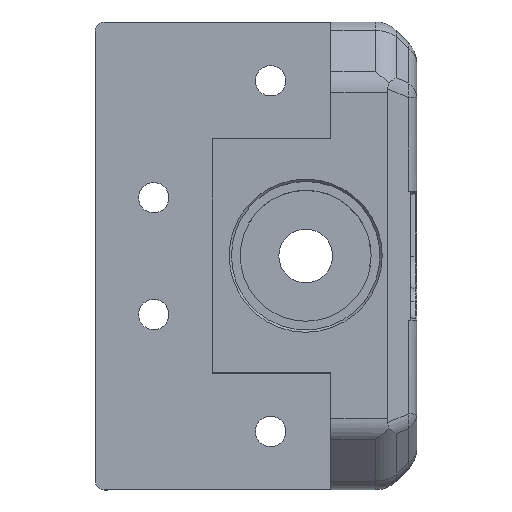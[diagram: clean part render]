
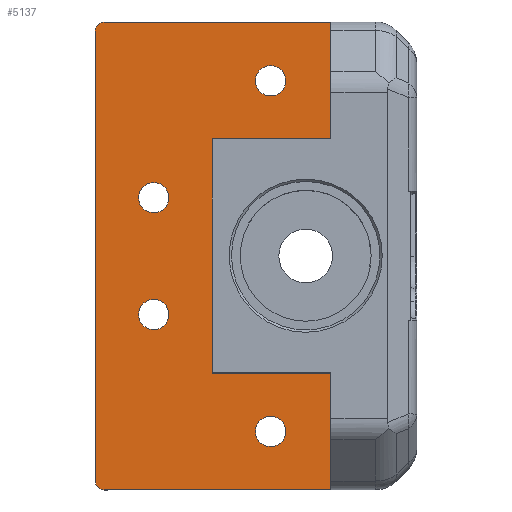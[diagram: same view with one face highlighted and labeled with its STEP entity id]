
A CAD part, top view. The second image highlights one B-rep face of the part: STEP entity #5137.
In plain terms, the highlighted face is planar.
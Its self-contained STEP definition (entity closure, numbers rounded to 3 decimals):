
#183=FACE_BOUND('',#989,.T.);
#184=FACE_BOUND('',#990,.T.);
#185=FACE_BOUND('',#991,.T.);
#186=FACE_BOUND('',#992,.T.);
#400=CIRCLE('',#5611,2.6);
#401=CIRCLE('',#5613,2.6);
#402=CIRCLE('',#5615,2.6);
#403=CIRCLE('',#5617,2.6);
#404=CIRCLE('',#5619,1.5);
#405=CIRCLE('',#5620,1.5);
#671=FACE_OUTER_BOUND('',#988,.T.);
#988=EDGE_LOOP('',(#4158,#4159,#4160,#4161,#4162,#4163,#4164,#4165,#4166,
#4167));
#989=EDGE_LOOP('',(#4168));
#990=EDGE_LOOP('',(#4169));
#991=EDGE_LOOP('',(#4170));
#992=EDGE_LOOP('',(#4171));
#1345=LINE('',#8229,#1803);
#1383=LINE('',#8344,#1841);
#1459=LINE('',#8595,#1917);
#1460=LINE('',#8597,#1918);
#1461=LINE('',#8599,#1919);
#1462=LINE('',#8601,#1920);
#1463=LINE('',#8602,#1921);
#1464=LINE('',#8605,#1922);
#1803=VECTOR('',#6498,10.);
#1841=VECTOR('',#6594,10.);
#1917=VECTOR('',#6848,10.);
#1918=VECTOR('',#6849,10.);
#1919=VECTOR('',#6850,10.);
#1920=VECTOR('',#6851,10.);
#1921=VECTOR('',#6852,10.);
#1922=VECTOR('',#6855,10.);
#2261=VERTEX_POINT('',#8226);
#2262=VERTEX_POINT('',#8228);
#2294=VERTEX_POINT('',#8342);
#2361=VERTEX_POINT('',#8575);
#2362=VERTEX_POINT('',#8579);
#2363=VERTEX_POINT('',#8583);
#2364=VERTEX_POINT('',#8587);
#2365=VERTEX_POINT('',#8591);
#2366=VERTEX_POINT('',#8592);
#2367=VERTEX_POINT('',#8594);
#2368=VERTEX_POINT('',#8596);
#2369=VERTEX_POINT('',#8598);
#2370=VERTEX_POINT('',#8600);
#2371=VERTEX_POINT('',#8603);
#2835=EDGE_CURVE('',#2262,#2261,#1345,.T.);
#2886=EDGE_CURVE('',#2294,#2261,#1383,.T.);
#2997=EDGE_CURVE('',#2361,#2361,#400,.T.);
#2999=EDGE_CURVE('',#2362,#2362,#401,.T.);
#3001=EDGE_CURVE('',#2363,#2363,#402,.T.);
#3003=EDGE_CURVE('',#2364,#2364,#403,.T.);
#3004=EDGE_CURVE('',#2365,#2366,#404,.T.);
#3005=EDGE_CURVE('',#2367,#2365,#1459,.T.);
#3006=EDGE_CURVE('',#2367,#2368,#1460,.T.);
#3007=EDGE_CURVE('',#2369,#2368,#1461,.T.);
#3008=EDGE_CURVE('',#2370,#2369,#1462,.T.);
#3009=EDGE_CURVE('',#2262,#2370,#1463,.T.);
#3010=EDGE_CURVE('',#2371,#2294,#405,.T.);
#3011=EDGE_CURVE('',#2366,#2371,#1464,.T.);
#4158=ORIENTED_EDGE('',*,*,#3004,.F.);
#4159=ORIENTED_EDGE('',*,*,#3005,.F.);
#4160=ORIENTED_EDGE('',*,*,#3006,.T.);
#4161=ORIENTED_EDGE('',*,*,#3007,.F.);
#4162=ORIENTED_EDGE('',*,*,#3008,.F.);
#4163=ORIENTED_EDGE('',*,*,#3009,.F.);
#4164=ORIENTED_EDGE('',*,*,#2835,.T.);
#4165=ORIENTED_EDGE('',*,*,#2886,.F.);
#4166=ORIENTED_EDGE('',*,*,#3010,.F.);
#4167=ORIENTED_EDGE('',*,*,#3011,.F.);
#4168=ORIENTED_EDGE('',*,*,#3003,.F.);
#4169=ORIENTED_EDGE('',*,*,#3001,.F.);
#4170=ORIENTED_EDGE('',*,*,#2999,.F.);
#4171=ORIENTED_EDGE('',*,*,#2997,.F.);
#4915=PLANE('',#5618);
#5137=ADVANCED_FACE('',(#671,#183,#184,#185,#186),#4915,.T.);
#5611=AXIS2_PLACEMENT_3D('',#8577,#6827,#6828);
#5613=AXIS2_PLACEMENT_3D('',#8581,#6832,#6833);
#5615=AXIS2_PLACEMENT_3D('',#8585,#6837,#6838);
#5617=AXIS2_PLACEMENT_3D('',#8589,#6842,#6843);
#5618=AXIS2_PLACEMENT_3D('',#8590,#6844,#6845);
#5619=AXIS2_PLACEMENT_3D('',#8593,#6846,#6847);
#5620=AXIS2_PLACEMENT_3D('',#8604,#6853,#6854);
#6498=DIRECTION('',(0.,1.,0.));
#6594=DIRECTION('',(-1.,0.,0.));
#6827=DIRECTION('center_axis',(0.,0.,
-1.));
#6828=DIRECTION('ref_axis',(0.,-1.,0.));
#6832=DIRECTION('center_axis',(0.,0.,
-1.));
#6833=DIRECTION('ref_axis',(0.,-1.,0.));
#6837=DIRECTION('center_axis',(0.,0.,
-1.));
#6838=DIRECTION('ref_axis',(0.,-1.,0.));
#6842=DIRECTION('center_axis',(0.,0.,
-1.));
#6843=DIRECTION('ref_axis',(0.,-1.,0.));
#6844=DIRECTION('center_axis',(0.,0.,
-1.));
#6845=DIRECTION('ref_axis',(0.,-1.,0.));
#6846=DIRECTION('center_axis',(0.,0.,
1.));
#6847=DIRECTION('ref_axis',(0.707,-0.707,0.));
#6848=DIRECTION('',(1.,0.,0.));
#6849=DIRECTION('',(0.,1.,0.));
#6850=DIRECTION('',(-1.,0.,0.));
#6851=DIRECTION('',(0.,-1.,0.));
#6852=DIRECTION('',(1.,0.,0.));
#6853=DIRECTION('center_axis',(0.,0.,
1.));
#6854=DIRECTION('ref_axis',(0.707,0.707,0.));
#6855=DIRECTION('',(0.,1.,0.));
#8226=CARTESIAN_POINT('',(-40.3,80.,10.2));
#8228=CARTESIAN_POINT('',(-40.3,60.,10.2));
#8229=CARTESIAN_POINT('',(-40.3,30.,10.2));
#8342=CARTESIAN_POINT('',(-1.5,80.,10.2));
#8344=CARTESIAN_POINT('',(-20.05,80.,10.2));
#8575=CARTESIAN_POINT('',(-30.,72.6,10.2));
#8577=CARTESIAN_POINT('Origin',(-30.,70.,10.2));
#8579=CARTESIAN_POINT('',(-10.,52.6,10.2));
#8581=CARTESIAN_POINT('Origin',(-10.,50.,10.2));
#8583=CARTESIAN_POINT('',(-10.,32.6,10.2));
#8585=CARTESIAN_POINT('Origin',(-10.,30.,10.2));
#8587=CARTESIAN_POINT('',(-30.,12.6,10.2));
#8589=CARTESIAN_POINT('Origin',(-30.,10.,10.2));
#8590=CARTESIAN_POINT('Origin',(0.,0.,
10.2));
#8591=CARTESIAN_POINT('',(-1.5,0.,10.2));
#8592=CARTESIAN_POINT('',(0.,1.5,10.2));
#8593=CARTESIAN_POINT('Origin',(-1.5,1.5,10.2));
#8594=CARTESIAN_POINT('',(-40.3,0.,10.2));
#8595=CARTESIAN_POINT('',(-20.05,0.,10.2));
#8596=CARTESIAN_POINT('',(-40.3,20.,10.2));
#8597=CARTESIAN_POINT('',(-40.3,10.,10.2));
#8598=CARTESIAN_POINT('',(-20.,20.,10.2));
#8599=CARTESIAN_POINT('',(-40.1,20.,10.2));
#8600=CARTESIAN_POINT('',(-20.,60.,10.2));
#8601=CARTESIAN_POINT('',(-20.,42.71,10.2));
#8602=CARTESIAN_POINT('',(-22.71,60.,10.2));
#8603=CARTESIAN_POINT('',(0.,78.5,10.2));
#8604=CARTESIAN_POINT('Origin',(-1.5,78.5,10.2));
#8605=CARTESIAN_POINT('',(0.,0.,10.2));
